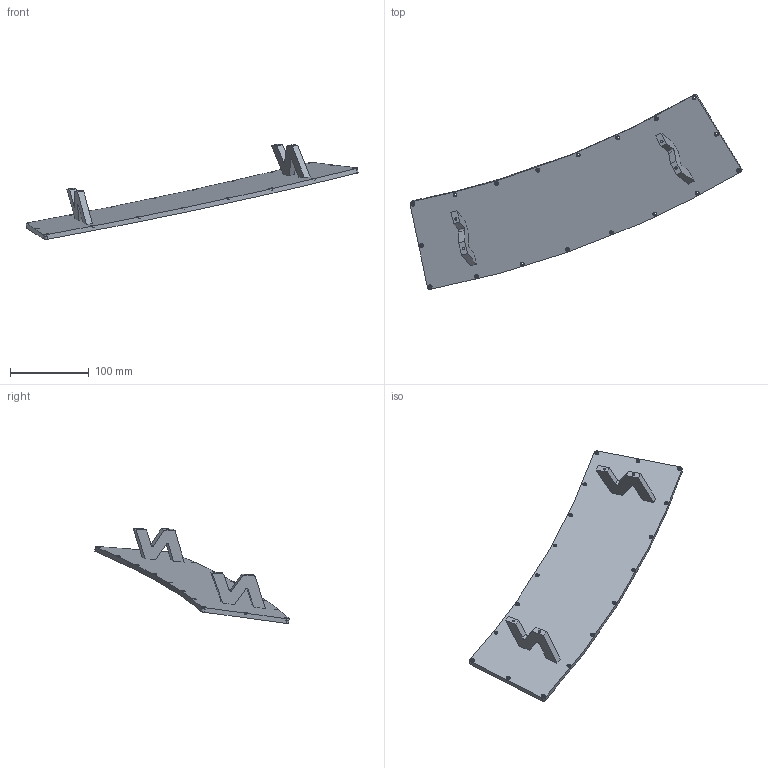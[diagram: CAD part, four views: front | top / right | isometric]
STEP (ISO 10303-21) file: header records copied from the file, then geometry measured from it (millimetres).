
FILE_DESCRIPTION(/* description */ (''),/* implementation_level */ '2;1');
FILE_NAME(/* name */ 'type_2',/* time_stamp */ '2017-06-11T20:16:40+03:00',/* author */ (''),/* organization */ (''),/* preprocessor_version */ 'ST-DEVELOPER v15',/* originating_system */ '',/* authorisation */ '');
FILE_SCHEMA (('AUTOMOTIVE_DESIGN'));
Length unit declared in the file: millimetre
Products named in the file (1): Document
Bounding box: 421.41 x 247.2 x 120.74 mm (x, y, z)
Volume: 230218.2 mm3; surface area: 116403.5 mm2
Topology: 3 solids, 3 shells, 189 faces, 464 edges, 296 vertices
Faces by surface type: bspline 160, plane 29
Entity records: 6242 total; most frequent: CARTESIAN_POINT 3639, ORIENTED_EDGE 896, EDGE_CURVE 448, VERTEX_POINT 296, EDGE_LOOP 264, ADVANCED_FACE 189, FACE_OUTER_BOUND 189, B_SPLINE_CURVE_WITH_KNOTS 128
